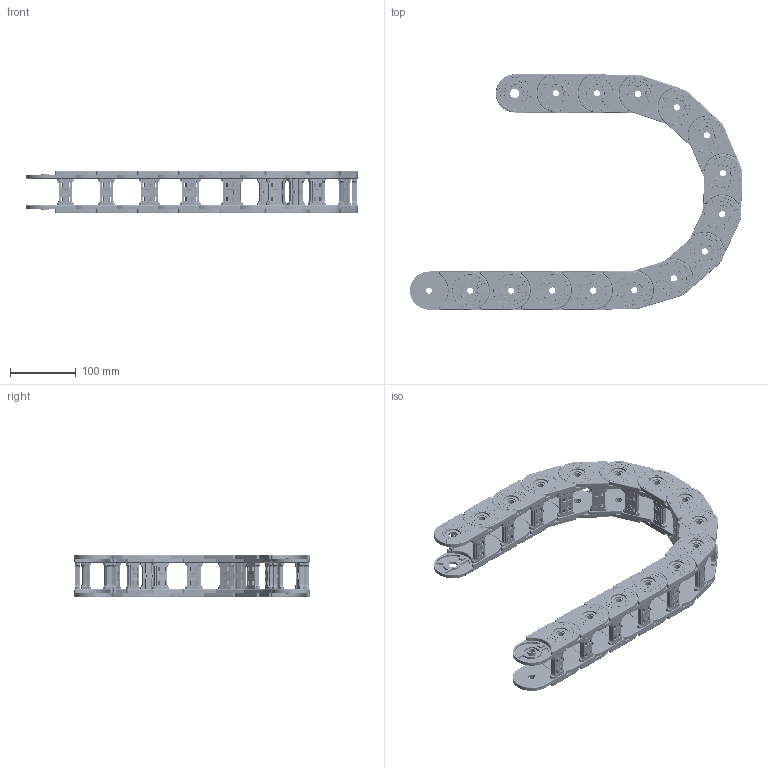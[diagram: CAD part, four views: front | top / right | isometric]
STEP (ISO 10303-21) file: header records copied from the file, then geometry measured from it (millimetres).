
FILE_DESCRIPTION (( 'STEP AP214' ), '1' );
FILE_NAME ('CK42-A040-R150.STEP', '2019-09-10T07:11:23', ( '' ), ( '' ), 'SwSTEP 2.0', 'SolidWorks 2017', '' );
FILE_SCHEMA (( 'AUTOMOTIVE_DESIGN' ));
Length unit declared in the file: millimetre
Products named in the file (2): CK42-A040-R150; CK42-A040
Assembly tree (15 placements, depth 2):
  CK42-A040-R150
    CK42-A040  x15
Bounding box: 505.24 x 358 x 65.3 mm (x, y, z)
Volume: 1106336.8 mm3; surface area: 670545.2 mm2
Topology: 60 solids, 60 shells, 11910 faces, 30510 edges, 18900 vertices
Faces by surface type: cylinder 5040, plane 4500, bspline 1410, torus 600, sphere 360
Entity records: 38812 total; most frequent: CARTESIAN_POINT 21055, ORIENTED_EDGE 4012, DIRECTION 3092, EDGE_CURVE 2006, VERTEX_POINT 1260, LINE 1048, VECTOR 1048, AXIS2_PLACEMENT_3D 1022
